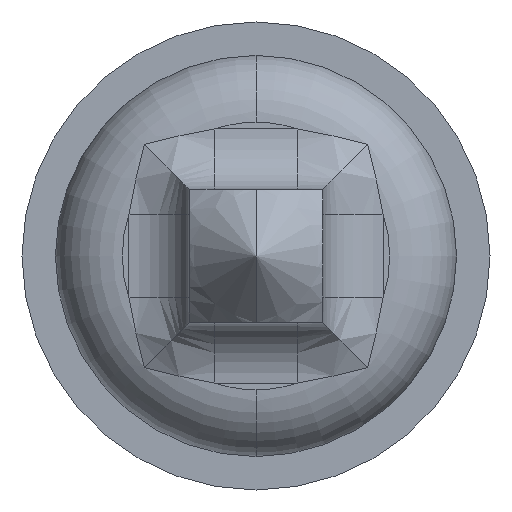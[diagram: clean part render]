
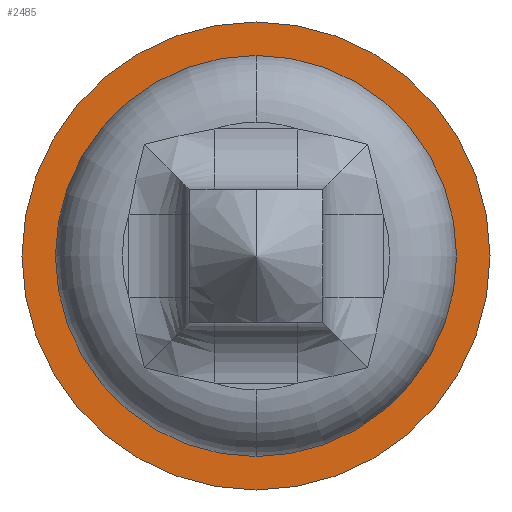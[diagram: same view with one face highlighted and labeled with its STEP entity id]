
A CAD part, front view. The second image highlights one B-rep face of the part: STEP entity #2485.
In plain terms, the highlighted planar face has unit normal (0, -1, 0).
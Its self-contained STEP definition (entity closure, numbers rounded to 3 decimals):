
#47 = DIRECTION ( 'NONE',  ( 0., 1., 0. ) ) ;
#198 = DIRECTION ( 'NONE',  ( 0., 1., 0. ) ) ;
#343 = AXIS2_PLACEMENT_3D ( 'NONE', #4600, #2144, #3777 ) ;
#434 = CARTESIAN_POINT ( 'NONE',  ( 1.75, -2., 0. ) ) ;
#679 = DIRECTION ( 'NONE',  ( 0., 0., 1. ) ) ;
#703 = EDGE_CURVE ( 'Defeature ausgef�hrt1_11+Defeature ausgef�hrt1_10+Defeature ausgef�hrt1_10+Defeature ausgef�hrt1_10', #2295, #3637, #2904, .T. ) ;
#1242 = DIRECTION ( 'NONE',  ( 0., 1., 0. ) ) ;
#1245 = CIRCLE ( 'NONE', #343, 1.5 ) ;
#1455 = CARTESIAN_POINT ( 'NONE',  ( 0., -2., 0. ) ) ;
#1524 = EDGE_LOOP ( 'NONE', ( #1577, #3763 ) ) ;
#1577 = ORIENTED_EDGE ( 'NONE', *, *, #2848, .T. ) ;
#1672 = AXIS2_PLACEMENT_3D ( 'NONE', #1455, #198, #679 ) ;
#1976 = ORIENTED_EDGE ( 'NONE', *, *, #703, .F. ) ;
#2022 = CARTESIAN_POINT ( 'NONE',  ( 0., -2., 1.5 ) ) ;
#2068 = DIRECTION ( 'NONE',  ( 0., 0., 1. ) ) ;
#2124 = VERTEX_POINT ( 'NONE', #4372 ) ;
#2144 = DIRECTION ( 'NONE',  ( 0., 1., 0. ) ) ;
#2166 = CARTESIAN_POINT ( 'NONE',  ( 0., -2., 1.75 ) ) ;
#2295 = VERTEX_POINT ( 'NONE', #2166 ) ;
#2485 = ADVANCED_FACE ( 'Defeature ausgef�hrt1_10', ( #4234, #4291 ), #4525, .F. ) ;
#2848 = EDGE_CURVE ( 'Defeature ausgef�hrt1_10+Defeature ausgef�hrt1_9+Defeature ausgef�hrt1_9+Defeature ausgef�hrt1_9', #3526, #2124, #3578, .T. ) ;
#2881 = EDGE_CURVE ( 'Defeature ausgef�hrt1_11+Defeature ausgef�hrt1_10+Defeature ausgef�hrt1_10+Defeature ausgef�hrt1_10', #3637, #2295, #3971, .T. ) ;
#2896 = AXIS2_PLACEMENT_3D ( 'NONE', #434, #47, #4948 ) ;
#2904 = CIRCLE ( 'NONE', #4144, 1.75 ) ;
#3064 = CARTESIAN_POINT ( 'NONE',  ( 0., -2., 0. ) ) ;
#3150 = ORIENTED_EDGE ( 'NONE', *, *, #2881, .F. ) ;
#3526 = VERTEX_POINT ( 'NONE', #2022 ) ;
#3578 = CIRCLE ( 'NONE', #1672, 1.5 ) ;
#3637 = VERTEX_POINT ( 'NONE', #5333 ) ;
#3691 = AXIS2_PLACEMENT_3D ( 'NONE', #3064, #4744, #5101 ) ;
#3763 = ORIENTED_EDGE ( 'NONE', *, *, #4927, .T. ) ;
#3777 = DIRECTION ( 'NONE',  ( 0., 0., 1. ) ) ;
#3971 = CIRCLE ( 'NONE', #3691, 1.75 ) ;
#4144 = AXIS2_PLACEMENT_3D ( 'NONE', #4528, #1242, #2068 ) ;
#4234 = FACE_OUTER_BOUND ( 'NONE', #4804, .T. ) ;
#4291 = FACE_BOUND ( 'NONE', #1524, .T. ) ;
#4372 = CARTESIAN_POINT ( 'NONE',  ( 0., -2., -1.5 ) ) ;
#4525 = PLANE ( 'NONE',  #2896 ) ;
#4528 = CARTESIAN_POINT ( 'NONE',  ( 0., -2., 0. ) ) ;
#4600 = CARTESIAN_POINT ( 'NONE',  ( 0., -2., 0. ) ) ;
#4744 = DIRECTION ( 'NONE',  ( 0., 1., 0. ) ) ;
#4804 = EDGE_LOOP ( 'NONE', ( #1976, #3150 ) ) ;
#4927 = EDGE_CURVE ( 'Defeature ausgef�hrt1_10+Defeature ausgef�hrt1_9+Defeature ausgef�hrt1_9+Defeature ausgef�hrt1_9', #2124, #3526, #1245, .T. ) ;
#4948 = DIRECTION ( 'NONE',  ( 0., 0., 1. ) ) ;
#5101 = DIRECTION ( 'NONE',  ( 0., 0., 1. ) ) ;
#5333 = CARTESIAN_POINT ( 'NONE',  ( 0., -2., -1.75 ) ) ;
